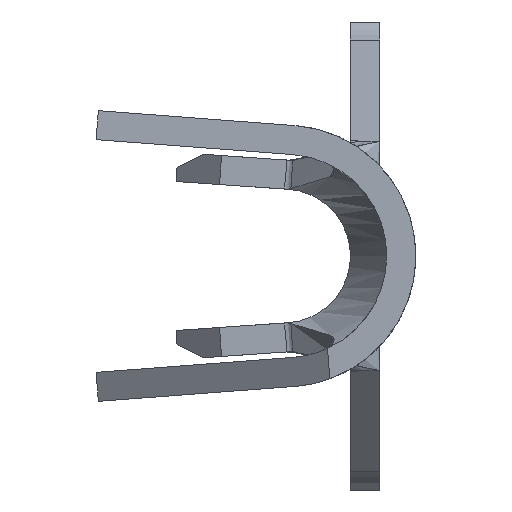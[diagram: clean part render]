
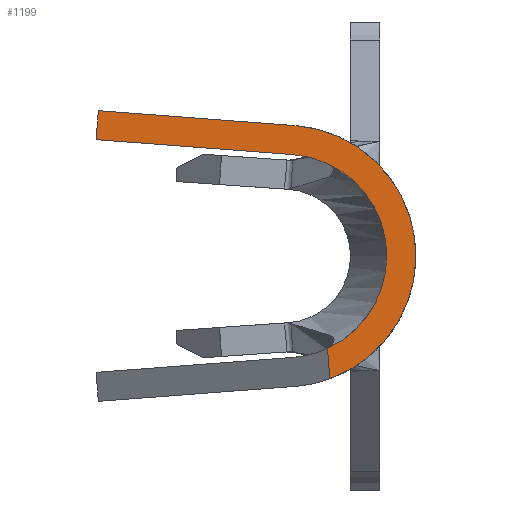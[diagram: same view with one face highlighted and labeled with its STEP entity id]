
A CAD part, left-side view. The second image highlights one B-rep face of the part: STEP entity #1199.
In plain terms, the highlighted planar face has unit normal (-1, 0, 0).
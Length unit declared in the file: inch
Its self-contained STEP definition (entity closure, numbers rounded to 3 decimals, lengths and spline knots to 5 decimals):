
#35 = AXIS2_PLACEMENT_3D ( 'NONE', #1147, #4797, #1675 ) ;
#97 = VECTOR ( 'NONE', #4425, 39.37008 ) ;
#135 = VERTEX_POINT ( 'NONE', #5758 ) ;
#184 = ORIENTED_EDGE ( 'NONE', *, *, #3060, .F. ) ;
#251 = VECTOR ( 'NONE', #6717, 39.37008 ) ;
#529 = EDGE_CURVE ( 'NONE', #6105, #4450, #682, .T. ) ;
#616 = CARTESIAN_POINT ( 'NONE',  ( -0.53, 0.19349, 0.1 ) ) ;
#682 = LINE ( 'NONE', #4503, #3779 ) ;
#690 = CARTESIAN_POINT ( 'NONE',  ( -0.53, 0.0342, -0.08457 ) ) ;
#876 = CARTESIAN_POINT ( 'NONE',  ( -0.53, 0.0582, 0.08974 ) ) ;
#1002 = CARTESIAN_POINT ( 'NONE',  ( -0.53, 0.195, 0.08006 ) ) ;
#1120 = PLANE ( 'NONE',  #35 ) ;
#1147 = CARTESIAN_POINT ( 'NONE',  ( -0.53, 0.065, 0. ) ) ;
#1199 = ADVANCED_FACE ( 'NONE', ( #4349 ), #1120, .F. ) ;
#1294 = CARTESIAN_POINT ( 'NONE',  ( -0.53, 0.04075, 0.00184 ) ) ;
#1298 = VERTEX_POINT ( 'NONE', #616 ) ;
#1311 = LINE ( 'NONE', #1294, #97 ) ;
#1617 = LINE ( 'NONE', #1002, #251 ) ;
#1675 = DIRECTION ( 'NONE',  ( 0., 0., -1. ) ) ;
#1861 = CARTESIAN_POINT ( 'NONE',  ( -0.53, 0.065, 0. ) ) ;
#1963 = DIRECTION ( 'NONE',  ( -1., 0., 0. ) ) ;
#2050 = CARTESIAN_POINT ( 'NONE',  ( -0.53, 0.195, 0.08006 ) ) ;
#2197 = CARTESIAN_POINT ( 'NONE',  ( -0.53, 0.05971, 0.0698 ) ) ;
#2273 = LINE ( 'NONE', #876, #3653 ) ;
#2391 = DIRECTION ( 'NONE',  ( 0., 0., -1. ) ) ;
#2702 = EDGE_CURVE ( 'NONE', #5169, #6105, #6666, .T. ) ;
#2942 = DIRECTION ( 'NONE',  ( 0., -0.997, -0.076 ) ) ;
#2973 = VERTEX_POINT ( 'NONE', #690 ) ;
#3060 = EDGE_CURVE ( 'NONE', #135, #2973, #3994, .T. ) ;
#3564 = ORIENTED_EDGE ( 'NONE', *, *, #4903, .F. ) ;
#3600 = ORIENTED_EDGE ( 'NONE', *, *, #529, .F. ) ;
#3653 = VECTOR ( 'NONE', #2942, 39.37008 ) ;
#3771 = EDGE_CURVE ( 'NONE', #5169, #2973, #1311, .T. ) ;
#3779 = VECTOR ( 'NONE', #4012, 39.37008 ) ;
#3994 = CIRCLE ( 'NONE', #4746, 0.09 ) ;
#4012 = DIRECTION ( 'NONE',  ( 0., 0.997, 0.076 ) ) ;
#4349 = FACE_OUTER_BOUND ( 'NONE', #5685, .T. ) ;
#4425 = DIRECTION ( 'NONE',  ( 0., -0.076, -0.997 ) ) ;
#4450 = VERTEX_POINT ( 'NONE', #2050 ) ;
#4503 = CARTESIAN_POINT ( 'NONE',  ( -0.53, 0.05971, 0.0698 ) ) ;
#4535 = ORIENTED_EDGE ( 'NONE', *, *, #3771, .T. ) ;
#4624 = ORIENTED_EDGE ( 'NONE', *, *, #2702, .F. ) ;
#4746 = AXIS2_PLACEMENT_3D ( 'NONE', #1861, #5522, #2391 ) ;
#4797 = DIRECTION ( 'NONE',  ( 1., 0., 0. ) ) ;
#4903 = EDGE_CURVE ( 'NONE', #1298, #135, #2273, .T. ) ;
#5046 = EDGE_CURVE ( 'NONE', #4450, #1298, #1617, .T. ) ;
#5094 = CARTESIAN_POINT ( 'NONE',  ( -0.53, 0.065, 0. ) ) ;
#5169 = VERTEX_POINT ( 'NONE', #6349 ) ;
#5522 = DIRECTION ( 'NONE',  ( 1., 0., 0. ) ) ;
#5593 = AXIS2_PLACEMENT_3D ( 'NONE', #5094, #1963, #5627 ) ;
#5627 = DIRECTION ( 'NONE',  ( 0., 0., -1. ) ) ;
#5685 = EDGE_LOOP ( 'NONE', ( #4624, #4535, #184, #3564, #6560, #3600 ) ) ;
#5758 = CARTESIAN_POINT ( 'NONE',  ( -0.53, 0.0582, 0.08974 ) ) ;
#6105 = VERTEX_POINT ( 'NONE', #2197 ) ;
#6349 = CARTESIAN_POINT ( 'NONE',  ( -0.53, 0.03579, -0.06361 ) ) ;
#6560 = ORIENTED_EDGE ( 'NONE', *, *, #5046, .F. ) ;
#6666 = CIRCLE ( 'NONE', #5593, 0.07 ) ;
#6717 = DIRECTION ( 'NONE',  ( 0., -0.076, 0.997 ) ) ;
